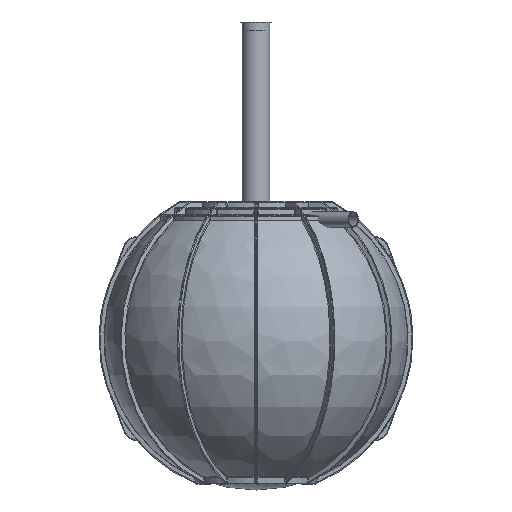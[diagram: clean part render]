
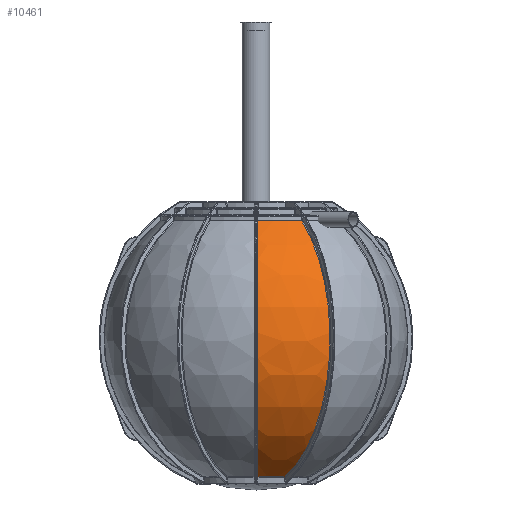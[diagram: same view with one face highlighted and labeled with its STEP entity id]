
A CAD part, left-side view. The second image highlights one B-rep face of the part: STEP entity #10461.
In plain terms, the highlighted spherical face has radius 1100 mm.
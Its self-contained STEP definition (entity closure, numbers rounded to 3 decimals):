
#322=SPHERICAL_SURFACE('',#11355,1100.);
#819=CIRCLE('',#11356,1099.904);
#820=CIRCLE('',#11357,692.224);
#821=CIRCLE('',#11358,1099.904);
#822=CIRCLE('',#11359,447.397);
#3040=ORIENTED_EDGE('',*,*,#6443,.T.);
#3041=ORIENTED_EDGE('',*,*,#6444,.T.);
#3042=ORIENTED_EDGE('',*,*,#6445,.T.);
#3043=ORIENTED_EDGE('',*,*,#6446,.T.);
#6443=EDGE_CURVE('',#8115,#8116,#819,.F.);
#6444=EDGE_CURVE('',#8116,#8117,#820,.T.);
#6445=EDGE_CURVE('',#8117,#8118,#821,.F.);
#6446=EDGE_CURVE('',#8118,#8115,#822,.T.);
#8115=VERTEX_POINT('',#18030);
#8116=VERTEX_POINT('',#18031);
#8117=VERTEX_POINT('',#18033);
#8118=VERTEX_POINT('',#18035);
#8879=EDGE_LOOP('',(#3040,#3041,#3042,#3043));
#9623=FACE_BOUND('',#8879,.T.);
#10461=ADVANCED_FACE('',(#9623),#322,.T.);
#11355=AXIS2_PLACEMENT_3D('',#18028,#12862,#12863);
#11356=AXIS2_PLACEMENT_3D('',#18029,#12864,#12865);
#11357=AXIS2_PLACEMENT_3D('',#18032,#12866,#12867);
#11358=AXIS2_PLACEMENT_3D('',#18034,#12868,#12869);
#11359=AXIS2_PLACEMENT_3D('',#18036,#12870,#12871);
#12862=DIRECTION('',(0.,0.,-1.));
#12863=DIRECTION('',(-1.,0.,0.));
#12864=DIRECTION('',(0.5,-0.866,0.));
#12865=DIRECTION('',(0.866,0.5,0.));
#12866=DIRECTION('',(0.,0.,-1.));
#12867=DIRECTION('',(-1.,0.,0.));
#12868=DIRECTION('',(0.,1.,0.));
#12869=DIRECTION('',(0.,0.,1.));
#12870=DIRECTION('',(0.,0.,1.));
#12871=DIRECTION('',(1.,0.,0.));
#18028=CARTESIAN_POINT('',(0.,0.,0.));
#18029=CARTESIAN_POINT('',(-7.247,12.553,0.));
#18030=CARTESIAN_POINT('',(-394.501,-211.028,-1004.906));
#18031=CARTESIAN_POINT('',(-606.6,-333.483,854.883));
#18032=CARTESIAN_POINT('',(0.,0.,854.883));
#18033=CARTESIAN_POINT('',(-692.072,-14.495,854.883));
#18034=CARTESIAN_POINT('',(0.,-14.495,0.));
#18035=CARTESIAN_POINT('',(-447.162,-14.495,-1004.906));
#18036=CARTESIAN_POINT('',(0.,0.,-1004.906));
